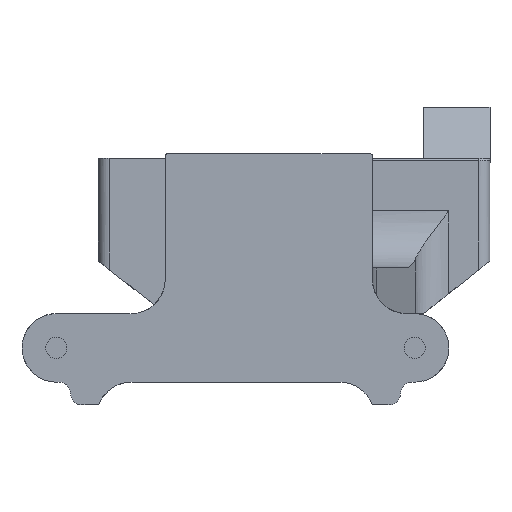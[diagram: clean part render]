
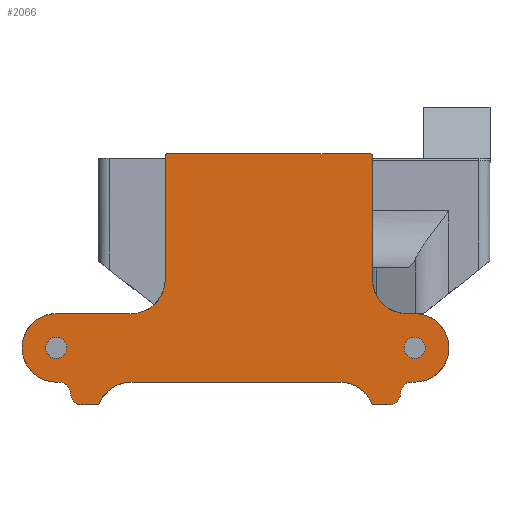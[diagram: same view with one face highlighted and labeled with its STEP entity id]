
A CAD part, front view. The second image highlights one B-rep face of the part: STEP entity #2066.
In plain terms, the highlighted planar face has unit normal (0, -1, 0).
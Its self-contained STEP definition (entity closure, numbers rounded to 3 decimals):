
#101=FACE_BOUND('',#302,.T.);
#102=FACE_BOUND('',#303,.T.);
#121=PLANE('',#2226);
#175=FACE_OUTER_BOUND('',#301,.T.);
#301=EDGE_LOOP('',(#1480,#1481,#1482,#1483,#1484,#1485,#1486,#1487,#1488,
#1489,#1490,#1491,#1492,#1493,#1494,#1495,#1496,#1497,#1498,#1499,#1500,
#1501,#1502,#1503));
#302=EDGE_LOOP('',(#1504));
#303=EDGE_LOOP('',(#1505));
#450=LINE('',#3152,#619);
#454=LINE('',#3161,#623);
#458=LINE('',#3170,#627);
#489=LINE('',#3243,#658);
#493=LINE('',#3252,#662);
#494=LINE('',#3256,#663);
#495=LINE('',#3260,#664);
#496=LINE('',#3266,#665);
#497=LINE('',#3270,#666);
#498=LINE('',#3275,#667);
#499=LINE('',#3279,#668);
#500=LINE('',#3285,#669);
#619=VECTOR('',#2497,1000.);
#623=VECTOR('',#2503,1000.);
#627=VECTOR('',#2509,1000.);
#658=VECTOR('',#2564,1000.);
#662=VECTOR('',#2570,1000.);
#663=VECTOR('',#2573,1000.);
#664=VECTOR('',#2576,1000.);
#665=VECTOR('',#2583,1000.);
#666=VECTOR('',#2586,1000.);
#667=VECTOR('',#2591,1000.);
#668=VECTOR('',#2594,1000.);
#669=VECTOR('',#2601,1000.);
#744=CIRCLE('',#2184,0.927);
#746=CIRCLE('',#2187,0.927);
#765=CIRCLE('',#2227,0.2);
#766=CIRCLE('',#2228,3.);
#767=CIRCLE('',#2229,3.);
#768=CIRCLE('',#2230,1.);
#769=CIRCLE('',#2231,1.);
#770=CIRCLE('',#2232,3.);
#771=CIRCLE('',#2233,3.);
#772=CIRCLE('',#2234,1.);
#773=CIRCLE('',#2235,1.);
#774=CIRCLE('',#2236,3.);
#775=CIRCLE('',#2237,3.);
#776=CIRCLE('',#2238,0.2);
#834=VERTEX_POINT('',#2987);
#836=VERTEX_POINT('',#2993);
#890=VERTEX_POINT('',#3146);
#892=VERTEX_POINT('',#3150);
#893=VERTEX_POINT('',#3154);
#896=VERTEX_POINT('',#3159);
#897=VERTEX_POINT('',#3163);
#900=VERTEX_POINT('',#3168);
#928=VERTEX_POINT('',#3237);
#930=VERTEX_POINT('',#3241);
#931=VERTEX_POINT('',#3245);
#934=VERTEX_POINT('',#3250);
#935=VERTEX_POINT('',#3254);
#936=VERTEX_POINT('',#3255);
#937=VERTEX_POINT('',#3257);
#938=VERTEX_POINT('',#3259);
#939=VERTEX_POINT('',#3263);
#940=VERTEX_POINT('',#3265);
#941=VERTEX_POINT('',#3267);
#942=VERTEX_POINT('',#3269);
#943=VERTEX_POINT('',#3272);
#944=VERTEX_POINT('',#3274);
#945=VERTEX_POINT('',#3276);
#946=VERTEX_POINT('',#3278);
#947=VERTEX_POINT('',#3282);
#948=VERTEX_POINT('',#3284);
#1035=EDGE_CURVE('',#834,#834,#744,.T.);
#1038=EDGE_CURVE('',#836,#836,#746,.T.);
#1097=EDGE_CURVE('',#892,#890,#450,.T.);
#1101=EDGE_CURVE('',#896,#893,#454,.T.);
#1105=EDGE_CURVE('',#900,#897,#458,.T.);
#1141=EDGE_CURVE('',#930,#928,#489,.T.);
#1145=EDGE_CURVE('',#934,#931,#493,.T.);
#1146=EDGE_CURVE('',#935,#936,#494,.T.);
#1147=EDGE_CURVE('',#935,#937,#765,.T.);
#1148=EDGE_CURVE('',#937,#938,#495,.T.);
#1149=EDGE_CURVE('',#938,#931,#766,.T.);
#1150=EDGE_CURVE('',#890,#934,#767,.T.);
#1151=EDGE_CURVE('',#892,#939,#768,.T.);
#1152=EDGE_CURVE('',#940,#939,#496,.T.);
#1153=EDGE_CURVE('',#940,#941,#769,.T.);
#1154=EDGE_CURVE('',#942,#941,#497,.T.);
#1155=EDGE_CURVE('',#942,#893,#770,.T.);
#1156=EDGE_CURVE('',#896,#943,#771,.T.);
#1157=EDGE_CURVE('',#944,#943,#498,.T.);
#1158=EDGE_CURVE('',#944,#945,#772,.T.);
#1159=EDGE_CURVE('',#946,#945,#499,.T.);
#1160=EDGE_CURVE('',#946,#897,#773,.T.);
#1161=EDGE_CURVE('',#928,#900,#774,.T.);
#1162=EDGE_CURVE('',#930,#947,#775,.T.);
#1163=EDGE_CURVE('',#948,#947,#500,.T.);
#1164=EDGE_CURVE('',#948,#936,#776,.T.);
#1480=ORIENTED_EDGE('',*,*,#1146,.F.);
#1481=ORIENTED_EDGE('',*,*,#1147,.T.);
#1482=ORIENTED_EDGE('',*,*,#1148,.T.);
#1483=ORIENTED_EDGE('',*,*,#1149,.T.);
#1484=ORIENTED_EDGE('',*,*,#1145,.F.);
#1485=ORIENTED_EDGE('',*,*,#1150,.F.);
#1486=ORIENTED_EDGE('',*,*,#1097,.F.);
#1487=ORIENTED_EDGE('',*,*,#1151,.T.);
#1488=ORIENTED_EDGE('',*,*,#1152,.F.);
#1489=ORIENTED_EDGE('',*,*,#1153,.T.);
#1490=ORIENTED_EDGE('',*,*,#1154,.F.);
#1491=ORIENTED_EDGE('',*,*,#1155,.T.);
#1492=ORIENTED_EDGE('',*,*,#1101,.F.);
#1493=ORIENTED_EDGE('',*,*,#1156,.T.);
#1494=ORIENTED_EDGE('',*,*,#1157,.F.);
#1495=ORIENTED_EDGE('',*,*,#1158,.T.);
#1496=ORIENTED_EDGE('',*,*,#1159,.F.);
#1497=ORIENTED_EDGE('',*,*,#1160,.T.);
#1498=ORIENTED_EDGE('',*,*,#1105,.F.);
#1499=ORIENTED_EDGE('',*,*,#1161,.F.);
#1500=ORIENTED_EDGE('',*,*,#1141,.F.);
#1501=ORIENTED_EDGE('',*,*,#1162,.T.);
#1502=ORIENTED_EDGE('',*,*,#1163,.F.);
#1503=ORIENTED_EDGE('',*,*,#1164,.T.);
#1504=ORIENTED_EDGE('',*,*,#1035,.T.);
#1505=ORIENTED_EDGE('',*,*,#1038,.T.);
#2066=ADVANCED_FACE('',(#175,#101,#102),#121,.F.);
#2184=AXIS2_PLACEMENT_3D('',#2989,#2399,#2400);
#2187=AXIS2_PLACEMENT_3D('',#2995,#2406,#2407);
#2226=AXIS2_PLACEMENT_3D('',#3253,#2571,#2572);
#2227=AXIS2_PLACEMENT_3D('',#3258,#2574,#2575);
#2228=AXIS2_PLACEMENT_3D('',#3261,#2577,#2578);
#2229=AXIS2_PLACEMENT_3D('',#3262,#2579,#2580);
#2230=AXIS2_PLACEMENT_3D('',#3264,#2581,#2582);
#2231=AXIS2_PLACEMENT_3D('',#3268,#2584,#2585);
#2232=AXIS2_PLACEMENT_3D('',#3271,#2587,#2588);
#2233=AXIS2_PLACEMENT_3D('',#3273,#2589,#2590);
#2234=AXIS2_PLACEMENT_3D('',#3277,#2592,#2593);
#2235=AXIS2_PLACEMENT_3D('',#3280,#2595,#2596);
#2236=AXIS2_PLACEMENT_3D('',#3281,#2597,#2598);
#2237=AXIS2_PLACEMENT_3D('',#3283,#2599,#2600);
#2238=AXIS2_PLACEMENT_3D('',#3286,#2602,#2603);
#2399=DIRECTION('center_axis',(0.,1.,0.));
#2400=DIRECTION('ref_axis',(0.,0.,
1.));
#2406=DIRECTION('center_axis',(0.,1.,0.));
#2407=DIRECTION('ref_axis',(0.,0.,
1.));
#2497=DIRECTION('',(-1.,0.,0.));
#2503=DIRECTION('',(-1.,0.,0.));
#2509=DIRECTION('',(-1.,0.,0.));
#2564=DIRECTION('',(1.,0.,0.));
#2570=DIRECTION('',(1.,0.,0.));
#2571=DIRECTION('center_axis',(0.,1.,0.));
#2572=DIRECTION('ref_axis',(0.,0.,
1.));
#2573=DIRECTION('',(1.,0.,0.));
#2574=DIRECTION('center_axis',(0.,-1.,0.));
#2575=DIRECTION('ref_axis',(0.,0.,
1.));
#2576=DIRECTION('',(0.,0.,-1.));
#2577=DIRECTION('center_axis',(0.,1.,0.));
#2578=DIRECTION('ref_axis',(0.,0.,
1.));
#2579=DIRECTION('center_axis',(0.,1.,0.));
#2580=DIRECTION('ref_axis',(0.,0.,
1.));
#2581=DIRECTION('center_axis',(0.,1.,0.));
#2582=DIRECTION('ref_axis',(0.,0.,
1.));
#2583=DIRECTION('',(-0.035,0.,0.999));
#2584=DIRECTION('center_axis',(0.,-1.,0.));
#2585=DIRECTION('ref_axis',(0.,0.,1.));
#2586=DIRECTION('',(-1.,0.,0.));
#2587=DIRECTION('center_axis',(0.,1.,0.));
#2588=DIRECTION('ref_axis',(0.,0.,
1.));
#2589=DIRECTION('center_axis',(0.,1.,0.));
#2590=DIRECTION('ref_axis',(0.,0.,
1.));
#2591=DIRECTION('',(-1.,0.,0.));
#2592=DIRECTION('center_axis',(0.,-1.,0.));
#2593=DIRECTION('ref_axis',(0.,0.,
1.));
#2594=DIRECTION('',(-0.035,0.,-0.999));
#2595=DIRECTION('center_axis',(0.,1.,0.));
#2596=DIRECTION('ref_axis',(0.,0.,
1.));
#2597=DIRECTION('center_axis',(0.,1.,0.));
#2598=DIRECTION('ref_axis',(0.,0.,
1.));
#2599=DIRECTION('center_axis',(0.,1.,0.));
#2600=DIRECTION('ref_axis',(0.,0.,
1.));
#2601=DIRECTION('',(0.,0.,-1.));
#2602=DIRECTION('center_axis',(0.,-1.,0.));
#2603=DIRECTION('ref_axis',(0.,0.,
1.));
#2987=CARTESIAN_POINT('',(0.,0.,0.927));
#2989=CARTESIAN_POINT('Origin',(0.,0.,0.));
#2993=CARTESIAN_POINT('',(31.4,0.,0.927));
#2995=CARTESIAN_POINT('Origin',(31.4,0.,0.));
#3146=CARTESIAN_POINT('',(0.,0.,-3.));
#3150=CARTESIAN_POINT('',(0.244,0.,-3.));
#3152=CARTESIAN_POINT('',(0.,0.,-3.));
#3154=CARTESIAN_POINT('',(6.549,0.,-3.));
#3159=CARTESIAN_POINT('',(24.851,0.,-3.));
#3161=CARTESIAN_POINT('',(0.,0.,-3.));
#3163=CARTESIAN_POINT('',(31.156,0.,-3.));
#3168=CARTESIAN_POINT('',(31.4,0.,-3.));
#3170=CARTESIAN_POINT('',(0.,0.,-3.));
#3237=CARTESIAN_POINT('',(31.4,0.,3.));
#3241=CARTESIAN_POINT('',(30.7,0.,3.));
#3243=CARTESIAN_POINT('',(0.,0.,3.));
#3245=CARTESIAN_POINT('',(6.55,0.,3.));
#3250=CARTESIAN_POINT('',(0.,0.,3.));
#3252=CARTESIAN_POINT('',(0.,0.,3.));
#3253=CARTESIAN_POINT('Origin',(0.,0.,0.));
#3254=CARTESIAN_POINT('',(9.75,0.,17.));
#3255=CARTESIAN_POINT('',(27.5,0.,17.));
#3256=CARTESIAN_POINT('',(9.55,0.,17.));
#3257=CARTESIAN_POINT('',(9.55,0.,16.8));
#3258=CARTESIAN_POINT('Origin',(9.75,0.,16.8));
#3259=CARTESIAN_POINT('',(9.55,0.,6.));
#3260=CARTESIAN_POINT('',(9.55,0.,7.6));
#3261=CARTESIAN_POINT('Origin',(6.55,0.,6.));
#3262=CARTESIAN_POINT('Origin',(0.,0.,0.));
#3263=CARTESIAN_POINT('',(1.243,0.,-3.965));
#3264=CARTESIAN_POINT('Origin',(0.244,0.,-4.));
#3265=CARTESIAN_POINT('',(1.246,0.,-4.035));
#3266=CARTESIAN_POINT('',(1.,0.,3.));
#3267=CARTESIAN_POINT('',(2.245,0.,-5.));
#3268=CARTESIAN_POINT('Origin',(2.245,0.,-4.));
#3269=CARTESIAN_POINT('',(3.721,0.,-5.));
#3270=CARTESIAN_POINT('',(1.,0.,-5.));
#3271=CARTESIAN_POINT('Origin',(6.549,0.,-6.));
#3272=CARTESIAN_POINT('',(27.679,0.,-5.));
#3273=CARTESIAN_POINT('Origin',(24.851,0.,-6.));
#3274=CARTESIAN_POINT('',(29.155,0.,-5.));
#3275=CARTESIAN_POINT('',(30.4,0.,-5.));
#3276=CARTESIAN_POINT('',(30.154,0.,-4.035));
#3277=CARTESIAN_POINT('Origin',(29.155,0.,-4.));
#3278=CARTESIAN_POINT('',(30.157,0.,-3.965));
#3279=CARTESIAN_POINT('',(30.4,0.,3.));
#3280=CARTESIAN_POINT('Origin',(31.156,0.,-4.));
#3281=CARTESIAN_POINT('Origin',(31.4,0.,0.));
#3282=CARTESIAN_POINT('',(27.7,0.,6.));
#3283=CARTESIAN_POINT('Origin',(30.7,0.,6.));
#3284=CARTESIAN_POINT('',(27.7,0.,16.8));
#3285=CARTESIAN_POINT('',(27.7,0.,25.));
#3286=CARTESIAN_POINT('Origin',(27.5,0.,16.8));
